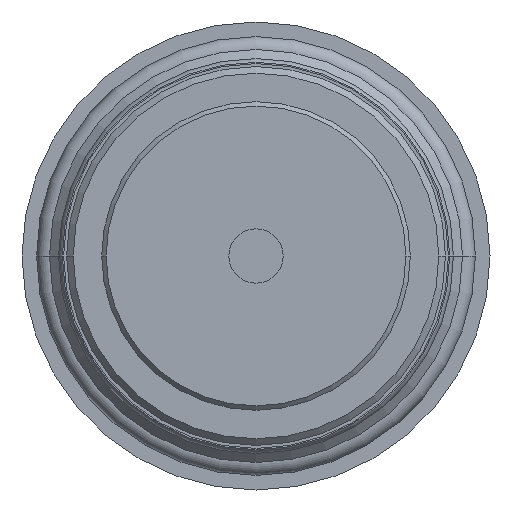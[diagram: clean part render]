
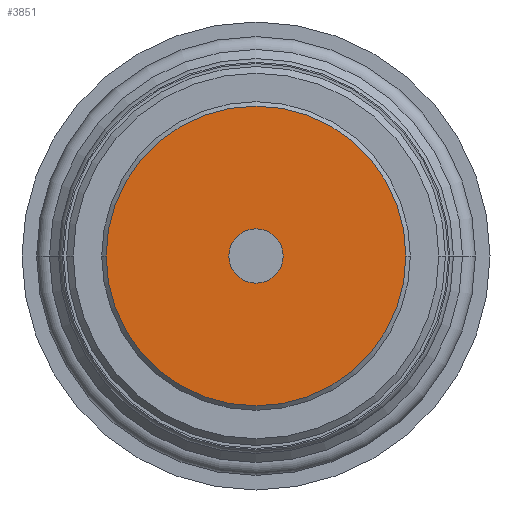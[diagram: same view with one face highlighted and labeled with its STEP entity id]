
A CAD part, left-side view. The second image highlights one B-rep face of the part: STEP entity #3851.
In plain terms, the highlighted planar face has unit normal (-1, 0, 0).
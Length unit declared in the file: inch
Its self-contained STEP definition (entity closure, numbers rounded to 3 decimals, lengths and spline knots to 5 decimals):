
#124=CARTESIAN_POINT('',(-3.145,0.,0.));
#125=DIRECTION('',(-1.,0.,0.));
#126=DIRECTION('',(0.,1.,0.));
#127=AXIS2_PLACEMENT_3D('',#124,#125,#126);
#1940=CARTESIAN_POINT('',(-3.145,0.,0.));
#1941=DIRECTION('',(-1.,0.,0.));
#1942=DIRECTION('',(0.,1.,0.));
#1943=AXIS2_PLACEMENT_3D('',#1940,#1941,#1942);
#1948=CARTESIAN_POINT('',(-3.145,0.,0.));
#1949=DIRECTION('',(1.,0.,0.));
#1950=DIRECTION('',(0.,1.,0.));
#1951=AXIS2_PLACEMENT_3D('',#1948,#1949,#1950);
#1956=CARTESIAN_POINT('',(-3.145,0.,0.));
#1957=DIRECTION('',(1.,0.,0.));
#1958=DIRECTION('',(0.,1.,0.));
#1959=AXIS2_PLACEMENT_3D('',#1956,#1957,#1958);
#2188=CARTESIAN_POINT('',(-3.145,0.6805,0.));
#2189=CARTESIAN_POINT('',(-3.145,-0.6805,0.));
#2190=VERTEX_POINT('',#2188);
#2191=VERTEX_POINT('',#2189);
#2192=CARTESIAN_POINT('',(-3.145,0.1235,0.));
#2193=CARTESIAN_POINT('',(-3.145,-0.1235,0.));
#2194=VERTEX_POINT('',#2192);
#2195=VERTEX_POINT('',#2193);
#3837=CARTESIAN_POINT('',(-3.145,0.,0.));
#3838=DIRECTION('',(1.,0.,0.));
#3839=DIRECTION('',(0.,-1.,0.));
#3840=AXIS2_PLACEMENT_3D('',#3837,#3838,#3839);
#3841=PLANE('',#3840);
#3842=ORIENTED_EDGE('',*,*,#3831,.F.);
#3843=ORIENTED_EDGE('',*,*,#3817,.T.);
#3844=EDGE_LOOP('',(#3842,#3843));
#3845=FACE_OUTER_BOUND('',#3844,.F.);
#3847=ORIENTED_EDGE('',*,*,#3846,.F.);
#3848=ORIENTED_EDGE('',*,*,#2229,.T.);
#3849=EDGE_LOOP('',(#3847,#3848));
#3850=FACE_BOUND('',#3849,.F.);
#128=CIRCLE('',#127,0.1235);
#1944=CIRCLE('',#1943,0.6805);
#1952=CIRCLE('',#1951,0.6805);
#1960=CIRCLE('',#1959,0.1235);
#2229=EDGE_CURVE('',#2194,#2195,#128,.T.);
#3817=EDGE_CURVE('',#2190,#2191,#1952,.T.);
#3831=EDGE_CURVE('',#2190,#2191,#1944,.T.);
#3846=EDGE_CURVE('',#2194,#2195,#1960,.T.);
#3851=ADVANCED_FACE('',(#3845,#3850),#3841,.F.);
